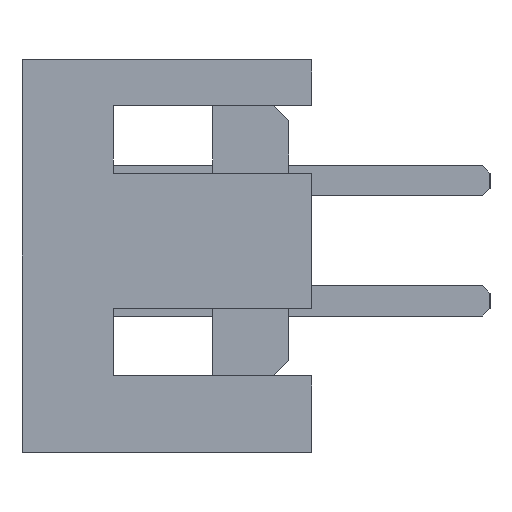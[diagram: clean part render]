
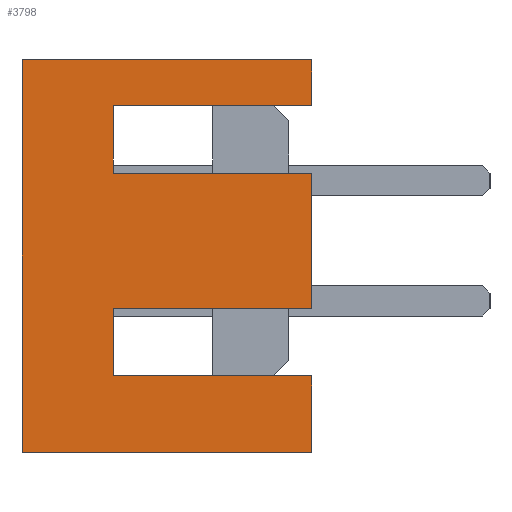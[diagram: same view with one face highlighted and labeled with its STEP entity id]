
A CAD part, left-side view. The second image highlights one B-rep face of the part: STEP entity #3798.
In plain terms, the highlighted planar face has unit normal (-1, 0, 0).
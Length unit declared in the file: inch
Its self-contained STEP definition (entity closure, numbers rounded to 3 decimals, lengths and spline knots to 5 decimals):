
#934=ORIENTED_EDGE('',*,*,#1510,.F.);
#935=ORIENTED_EDGE('',*,*,#1549,.F.);
#936=ORIENTED_EDGE('',*,*,#1607,.F.);
#937=ORIENTED_EDGE('',*,*,#1615,.F.);
#938=ORIENTED_EDGE('',*,*,#1616,.T.);
#939=ORIENTED_EDGE('',*,*,#1617,.T.);
#940=ORIENTED_EDGE('',*,*,#1583,.F.);
#941=ORIENTED_EDGE('',*,*,#1618,.F.);
#942=ORIENTED_EDGE('',*,*,#1619,.T.);
#943=ORIENTED_EDGE('',*,*,#1535,.T.);
#944=ORIENTED_EDGE('',*,*,#1587,.F.);
#945=ORIENTED_EDGE('',*,*,#1513,.F.);
#1510=EDGE_CURVE('',#1930,#1908,#2412,.T.);
#1513=EDGE_CURVE('',#1908,#1932,#2415,.T.);
#1535=EDGE_CURVE('',#1950,#1949,#2437,.T.);
#1549=EDGE_CURVE('',#1961,#1930,#2451,.T.);
#1583=EDGE_CURVE('',#1988,#1989,#2485,.T.);
#1587=EDGE_CURVE('',#1932,#1949,#2489,.T.);
#1607=EDGE_CURVE('',#2003,#1961,#2509,.T.);
#1615=EDGE_CURVE('',#2007,#2003,#2517,.T.);
#1616=EDGE_CURVE('',#2007,#2008,#2518,.T.);
#1617=EDGE_CURVE('',#2008,#1989,#2519,.T.);
#1618=EDGE_CURVE('',#2009,#1988,#2520,.T.);
#1619=EDGE_CURVE('',#2009,#1950,#2521,.T.);
#1908=VERTEX_POINT('',#5700);
#1930=VERTEX_POINT('',#5744);
#1932=VERTEX_POINT('',#5751);
#1949=VERTEX_POINT('',#5792);
#1950=VERTEX_POINT('',#5794);
#1961=VERTEX_POINT('',#5820);
#1988=VERTEX_POINT('',#5890);
#1989=VERTEX_POINT('',#5891);
#2003=VERTEX_POINT('',#5936);
#2007=VERTEX_POINT('',#5952);
#2008=VERTEX_POINT('',#5954);
#2009=VERTEX_POINT('',#5957);
#2412=LINE('',#5745,#2954);
#2415=LINE('',#5750,#2957);
#2437=LINE('',#5793,#2979);
#2451=LINE('',#5821,#2993);
#2485=LINE('',#5889,#3027);
#2489=LINE('',#5898,#3031);
#2509=LINE('',#5937,#3051);
#2517=LINE('',#5951,#3059);
#2518=LINE('',#5953,#3060);
#2519=LINE('',#5955,#3061);
#2520=LINE('',#5956,#3062);
#2521=LINE('',#5958,#3063);
#2954=VECTOR('',#4697,39.37008);
#2957=VECTOR('',#4702,39.37008);
#2979=VECTOR('',#4730,39.37008);
#2993=VECTOR('',#4748,39.37008);
#3027=VECTOR('',#4798,39.37008);
#3031=VECTOR('',#4804,39.37008);
#3051=VECTOR('',#4838,39.37008);
#3059=VECTOR('',#4852,39.37008);
#3060=VECTOR('',#4853,39.37008);
#3061=VECTOR('',#4854,39.37008);
#3062=VECTOR('',#4855,39.37008);
#3063=VECTOR('',#4856,39.37008);
#3258=EDGE_LOOP('',(#934,#935,#936,#937,#938,#939,#940,#941,#942,#943,#944,
#945));
#3438=FACE_BOUND('',#3258,.T.);
#3618=PLANE('',#4018);
#3798=ADVANCED_FACE('',(#3438),#3618,.F.);
#4018=AXIS2_PLACEMENT_3D('',#5950,#4850,#4851);
#4697=DIRECTION('',(0.,0.,1.));
#4702=DIRECTION('',(0.,-1.,0.));
#4730=DIRECTION('',(0.,-1.,0.));
#4748=DIRECTION('',(0.,1.,0.));
#4798=DIRECTION('',(0.,0.,-1.));
#4804=DIRECTION('',(0.,0.,-1.));
#4838=DIRECTION('',(0.,0.,-1.));
#4850=DIRECTION('',(1.,0.,0.));
#4851=DIRECTION('',(0.,0.,-1.));
#4852=DIRECTION('',(0.,-1.,0.));
#4853=DIRECTION('',(0.,0.,1.));
#4854=DIRECTION('',(0.,-1.,0.));
#4855=DIRECTION('',(0.,-1.,0.));
#4856=DIRECTION('',(0.,0.,1.));
#5700=CARTESIAN_POINT('',(-0.31815,0.19,0.1187));
#5744=CARTESIAN_POINT('',(-0.31815,0.19,-0.1387));
#5745=CARTESIAN_POINT('',(-0.31815,0.19,-0.1387));
#5750=CARTESIAN_POINT('',(-0.31815,0.19,0.1187));
#5751=CARTESIAN_POINT('',(-0.31815,0.,0.1187));
#5792=CARTESIAN_POINT('',(-0.31815,0.,0.0887));
#5793=CARTESIAN_POINT('',(-0.31815,0.13,0.0887));
#5794=CARTESIAN_POINT('',(-0.31815,0.13,0.0887));
#5820=CARTESIAN_POINT('',(-0.31815,0.,-0.1387));
#5821=CARTESIAN_POINT('',(-0.31815,0.,-0.1387));
#5889=CARTESIAN_POINT('',(-0.31815,0.,0.1187));
#5890=CARTESIAN_POINT('',(-0.31815,0.,0.04437));
#5891=CARTESIAN_POINT('',(-0.31815,0.,-0.04437));
#5898=CARTESIAN_POINT('',(-0.31815,0.,0.1187));
#5936=CARTESIAN_POINT('',(-0.31815,0.,-0.0887));
#5937=CARTESIAN_POINT('',(-0.31815,0.,0.1187));
#5950=CARTESIAN_POINT('',(-0.31815,0.,0.));
#5951=CARTESIAN_POINT('',(-0.31815,0.13,-0.0887));
#5952=CARTESIAN_POINT('',(-0.31815,0.13,-0.0887));
#5953=CARTESIAN_POINT('',(-0.31815,0.13,0.));
#5954=CARTESIAN_POINT('',(-0.31815,0.13,-0.04437));
#5955=CARTESIAN_POINT('',(-0.31815,0.13,-0.04437));
#5956=CARTESIAN_POINT('',(-0.31815,0.13,0.04437));
#5957=CARTESIAN_POINT('',(-0.31815,0.13,0.04437));
#5958=CARTESIAN_POINT('',(-0.31815,0.13,0.));
